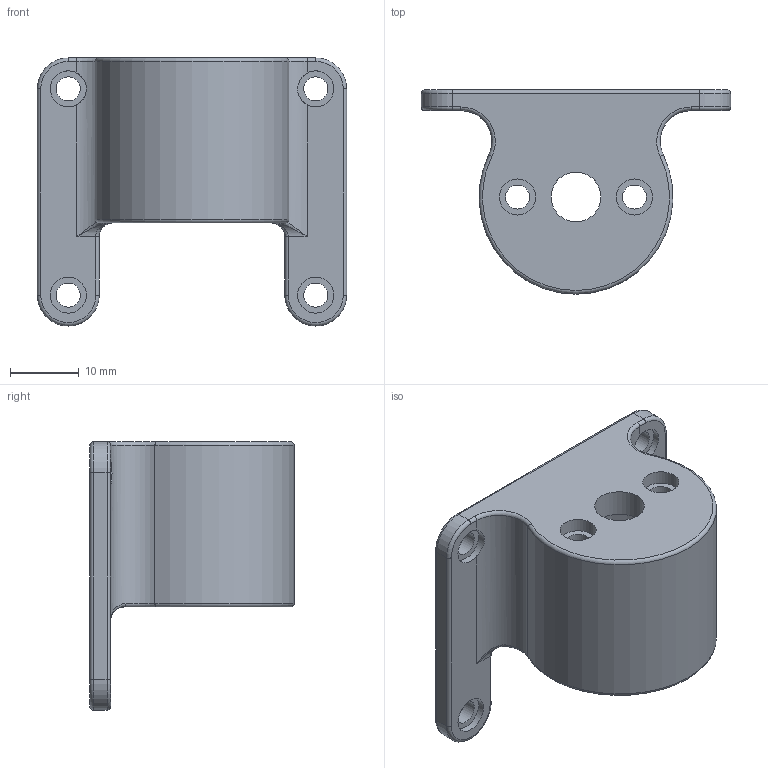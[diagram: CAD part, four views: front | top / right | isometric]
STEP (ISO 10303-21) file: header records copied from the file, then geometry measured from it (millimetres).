
FILE_DESCRIPTION(/* description */ (''),/* implementation_level */ '2;1');
FILE_NAME(/* name */ 'v4motormount.stp',/* time_stamp */ '2024-02-10T18:39:03-06:00',/* author */ ('Eric'),/* organization */ (''),/* preprocessor_version */ 'ST-DEVELOPER v20',/* originating_system */ 'Autodesk Inventor 2024',/* authorisation */ '');
FILE_SCHEMA (('AUTOMOTIVE_DESIGN { 1 0 10303 214 3 1 1 }'));
Length unit declared in the file: millimetre
Products named in the file (1): v4motormount
Bounding box: 45 x 29.7 x 39 mm (x, y, z)
Volume: 9061.5 mm3; surface area: 7142.8 mm2
Topology: 1 solids, 1 shells, 73 faces, 166 edges, 96 vertices
Faces by surface type: cylinder 37, plane 16, torus 16, bspline 4
Full cylindrical faces by diameter (mm): 3.5 x6, 5.25 x6, 7.25 x1, 25.2 x1
Entity records: 2275 total; most frequent: CARTESIAN_POINT 539, DIRECTION 390, ORIENTED_EDGE 324, AXIS2_PLACEMENT_3D 165, EDGE_CURVE 162, VERTEX_POINT 96, EDGE_LOOP 92, CIRCLE 91
